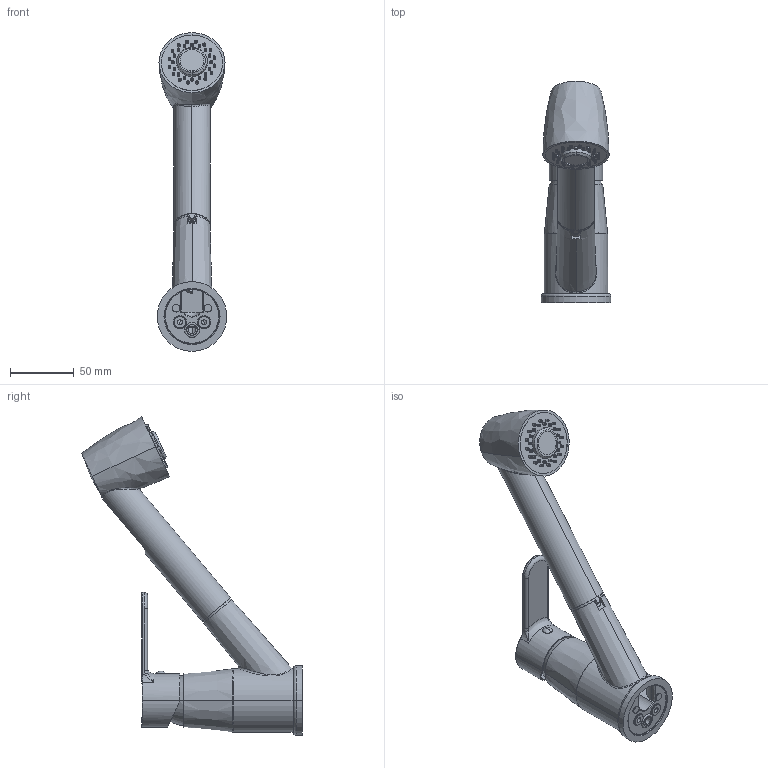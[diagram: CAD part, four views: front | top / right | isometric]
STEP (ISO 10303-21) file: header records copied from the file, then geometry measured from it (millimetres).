
FILE_DESCRIPTION((''),'2;1');
FILE_NAME('BLU183CR','2021-11-29T13:29:08',('ut3'),('PAFFONI SpA'),'CREO PARAMETRIC BY PTC INC, 2020044','CREO PARAMETRIC BY PTC INC, 2020044','');
FILE_SCHEMA(('CONFIG_CONTROL_DESIGN','SHAPE_APPEARANCE_LAYERS_GROUPS'));
Products named in the file (1): BLU183CR
Bounding box: 54.7 x 173.53 x 250.31 mm (x, y, z)
Volume: 339559.1 mm3; surface area: 117518.9 mm2
Topology: 2 solids, 2 shells, 1166 faces, 3007 edges, 1911 vertices
Faces by surface type: plane 470, cylinder 440, cone 132, torus 57, bspline 54, sphere 13
Entity records: 55339 total; most frequent: CARTESIAN_POINT 18255, DIRECTION 6118, ORIENTED_EDGE 5978, EDGE_CURVE 2989, AXIS2_PLACEMENT_3D 2340, VERTEX_POINT 1911, VECTOR 1438, LINE 1438
